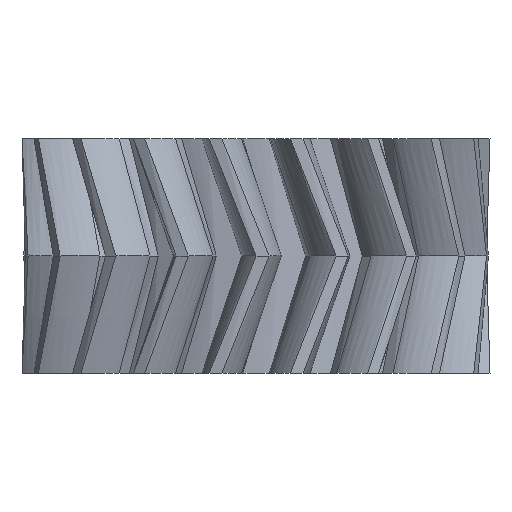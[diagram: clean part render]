
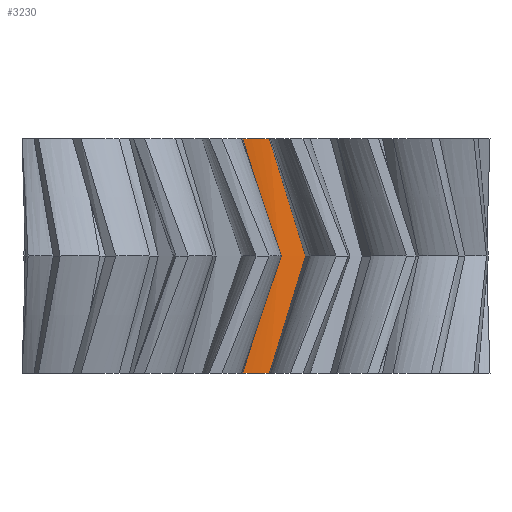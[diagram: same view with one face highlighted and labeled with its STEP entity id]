
A CAD part, front view. The second image highlights one B-rep face of the part: STEP entity #3230.
In plain terms, the highlighted cylindrical face has radius 15.5 mm (diameter 31 mm), a partial arc.
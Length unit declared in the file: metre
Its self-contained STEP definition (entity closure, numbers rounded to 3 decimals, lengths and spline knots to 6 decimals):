
#667=(
BOUNDED_CURVE()
B_SPLINE_CURVE(2,(#5126,#5127,#5128,#5129,#5130),.UNSPECIFIED.,.F.,.F.)
B_SPLINE_CURVE_WITH_KNOTS((3,2,3),(0.,0.5,1.),.UNSPECIFIED.)
CURVE()
GEOMETRIC_REPRESENTATION_ITEM()
RATIONAL_B_SPLINE_CURVE((1.,0.991,1.,0.991,1.))
REPRESENTATION_ITEM('')
);
#674=(
BOUNDED_CURVE()
B_SPLINE_CURVE(2,(#5453,#5454,#5455,#5456,#5457),.UNSPECIFIED.,.F.,.F.)
B_SPLINE_CURVE_WITH_KNOTS((3,2,3),(0.,0.5,1.),.UNSPECIFIED.)
CURVE()
GEOMETRIC_REPRESENTATION_ITEM()
RATIONAL_B_SPLINE_CURVE((1.,0.991,1.,0.991,1.))
REPRESENTATION_ITEM('')
);
#676=(
BOUNDED_CURVE()
B_SPLINE_CURVE(2,(#5550,#5551,#5552,#5553,#5554),.UNSPECIFIED.,.F.,.F.)
B_SPLINE_CURVE_WITH_KNOTS((3,2,3),(0.,0.5,1.),.UNSPECIFIED.)
CURVE()
GEOMETRIC_REPRESENTATION_ITEM()
RATIONAL_B_SPLINE_CURVE((1.,0.991,1.,0.991,1.))
REPRESENTATION_ITEM('')
);
#677=(
BOUNDED_CURVE()
B_SPLINE_CURVE(2,(#5556,#5557,#5558,#5559,#5560),.UNSPECIFIED.,.F.,.F.)
B_SPLINE_CURVE_WITH_KNOTS((3,2,3),(0.,0.5,1.),.UNSPECIFIED.)
CURVE()
GEOMETRIC_REPRESENTATION_ITEM()
RATIONAL_B_SPLINE_CURVE((1.,0.991,1.,0.991,1.))
REPRESENTATION_ITEM('')
);
#1026=ORIENTED_EDGE('',*,*,#2004,.T.);
#1027=ORIENTED_EDGE('',*,*,#1999,.T.);
#1028=ORIENTED_EDGE('',*,*,#1981,.F.);
#1029=ORIENTED_EDGE('',*,*,#2005,.F.);
#1030=ORIENTED_EDGE('',*,*,#2006,.T.);
#1031=ORIENTED_EDGE('',*,*,#2007,.F.);
#1981=EDGE_CURVE('',#2470,#2471,#667,.T.);
#1999=EDGE_CURVE('',#2481,#2471,#674,.T.);
#2004=EDGE_CURVE('',#2483,#2481,#2740,.T.);
#2005=EDGE_CURVE('',#2484,#2470,#2741,.T.);
#2006=EDGE_CURVE('',#2484,#2485,#676,.T.);
#2007=EDGE_CURVE('',#2483,#2485,#677,.T.);
#2470=VERTEX_POINT('',#5125);
#2471=VERTEX_POINT('',#5131);
#2481=VERTEX_POINT('',#5458);
#2483=VERTEX_POINT('',#5547);
#2484=VERTEX_POINT('',#5549);
#2485=VERTEX_POINT('',#5555);
#2740=CIRCLE('',#3412,0.0155);
#2741=CIRCLE('',#3413,0.0155);
#2812=EDGE_LOOP('',(#1026,#1027,#1028,#1029,#1030,#1031));
#3012=FACE_BOUND('',#2812,.T.);
#3172=CYLINDRICAL_SURFACE('',#3411,0.0155);
#3230=ADVANCED_FACE('',(#3012),#3172,.T.);
#3411=AXIS2_PLACEMENT_3D('',#5545,#3517,#3518);
#3412=AXIS2_PLACEMENT_3D('',#5546,#3519,#3520);
#3413=AXIS2_PLACEMENT_3D('',#5548,#3521,#3522);
#3517=DIRECTION('',(0.,0.,-1.));
#3518=DIRECTION('',(-1.,0.,0.));
#3519=DIRECTION('',(0.,0.,1.));
#3520=DIRECTION('',(1.,0.,0.));
#3521=DIRECTION('',(0.,0.,1.));
#3522=DIRECTION('',(1.,0.,0.));
#5125=CARTESIAN_POINT('',(0.001143,-0.015458,0.02));
#5126=CARTESIAN_POINT('',(0.001143,-0.015458,0.02));
#5127=CARTESIAN_POINT('',(0.003178,-0.015307,0.013526));
#5128=CARTESIAN_POINT('',(0.005105,-0.014635,0.007053));
#5129=CARTESIAN_POINT('',(0.007032,-0.013963,0.000579));
#5130=CARTESIAN_POINT('',(0.008719,-0.012815,-0.005894));
#5131=CARTESIAN_POINT('',(0.004223,-0.014914,0.01));
#5453=CARTESIAN_POINT('',(0.001143,-0.015458,0.));
#5454=CARTESIAN_POINT('',(0.003178,-0.015307,0.006474));
#5455=CARTESIAN_POINT('',(0.005105,-0.014635,0.012947));
#5456=CARTESIAN_POINT('',(0.007032,-0.013963,0.019421));
#5457=CARTESIAN_POINT('',(0.008719,-0.012815,0.025894));
#5458=CARTESIAN_POINT('',(0.001143,-0.015458,0.));
#5545=CARTESIAN_POINT('',(0.,0.,0.02));
#5546=CARTESIAN_POINT('',(0.,0.,0.));
#5547=CARTESIAN_POINT('',(-0.001143,-0.015458,0.));
#5548=CARTESIAN_POINT('',(0.,0.,0.02));
#5549=CARTESIAN_POINT('',(-0.001143,-0.015458,0.02));
#5550=CARTESIAN_POINT('',(-0.001143,-0.015458,0.02));
#5551=CARTESIAN_POINT('',(0.000892,-0.015608,0.013526));
#5552=CARTESIAN_POINT('',(0.002896,-0.015227,0.007053));
#5553=CARTESIAN_POINT('',(0.004901,-0.014846,0.000579));
#5554=CARTESIAN_POINT('',(0.006739,-0.013959,-0.005894));
#5555=CARTESIAN_POINT('',(0.001983,-0.015373,0.01));
#5556=CARTESIAN_POINT('',(-0.001143,-0.015458,0.));
#5557=CARTESIAN_POINT('',(0.000892,-0.015608,0.006474));
#5558=CARTESIAN_POINT('',(0.002896,-0.015227,0.012947));
#5559=CARTESIAN_POINT('',(0.004901,-0.014846,0.019421));
#5560=CARTESIAN_POINT('',(0.006739,-0.013959,0.025894));
